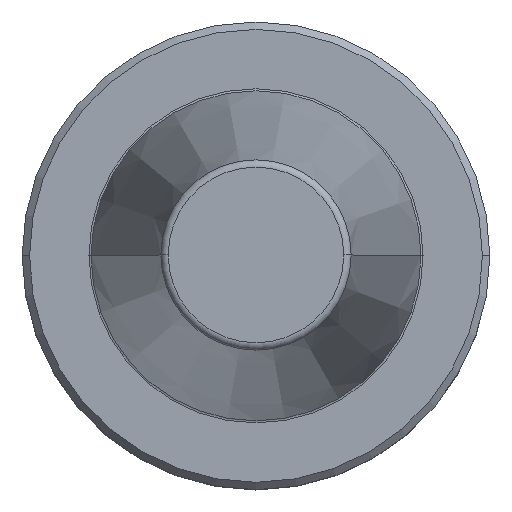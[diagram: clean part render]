
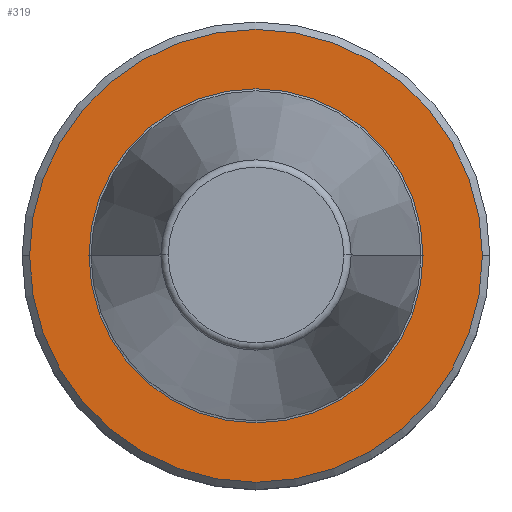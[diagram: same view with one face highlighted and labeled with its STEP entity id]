
A CAD part, top view. The second image highlights one B-rep face of the part: STEP entity #319.
In plain terms, the highlighted planar face has unit normal (0, 0, 1).
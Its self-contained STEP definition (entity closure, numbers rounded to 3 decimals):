
#13 = DIRECTION ( 'NONE',  ( 0., 0., 1. ) ) ;
#29 = PLANE ( 'NONE',  #173 ) ;
#39 = DIRECTION ( 'NONE',  ( 0., 0., -1. ) ) ;
#64 = FACE_BOUND ( 'NONE', #827, .T. ) ;
#83 = CARTESIAN_POINT ( 'NONE',  ( 0., 0., -67.4 ) ) ;
#96 = VERTEX_POINT ( 'NONE', #113 ) ;
#113 = CARTESIAN_POINT ( 'NONE',  ( -30.5, 0., -67.4 ) ) ;
#117 = ORIENTED_EDGE ( 'NONE', *, *, #276, .T. ) ;
#119 = VERTEX_POINT ( 'NONE', #808 ) ;
#148 = DIRECTION ( 'NONE',  ( 0., 0., 1. ) ) ;
#154 = ORIENTED_EDGE ( 'NONE', *, *, #507, .T. ) ;
#164 = EDGE_LOOP ( 'NONE', ( #154, #117 ) ) ;
#173 = AXIS2_PLACEMENT_3D ( 'NONE', #767, #39, #1016 ) ;
#177 = ORIENTED_EDGE ( 'NONE', *, *, #969, .F. ) ;
#212 = AXIS2_PLACEMENT_3D ( 'NONE', #342, #475, #724 ) ;
#248 = CARTESIAN_POINT ( 'NONE',  ( 0., 0., -67.4 ) ) ;
#276 = EDGE_CURVE ( 'NONE', #616, #96, #315, .T. ) ;
#286 = DIRECTION ( 'NONE',  ( 1., 0., 0. ) ) ;
#315 = CIRCLE ( 'NONE', #1004, 30.5 ) ;
#317 = ORIENTED_EDGE ( 'NONE', *, *, #868, .F. ) ;
#319 = ADVANCED_FACE ( 'NONE', ( #64, #731 ), #29, .F. ) ;
#342 = CARTESIAN_POINT ( 'NONE',  ( 0., 0., -67.4 ) ) ;
#354 = CIRCLE ( 'NONE', #620, 22.5 ) ;
#475 = DIRECTION ( 'NONE',  ( 0., 0., 1. ) ) ;
#507 = EDGE_CURVE ( 'NONE', #96, #616, #823, .T. ) ;
#616 = VERTEX_POINT ( 'NONE', #704 ) ;
#620 = AXIS2_PLACEMENT_3D ( 'NONE', #83, #148, #775 ) ;
#644 = VERTEX_POINT ( 'NONE', #1005 ) ;
#694 = DIRECTION ( 'NONE',  ( 0., 0., 1. ) ) ;
#704 = CARTESIAN_POINT ( 'NONE',  ( 30.5, 0., -67.4 ) ) ;
#724 = DIRECTION ( 'NONE',  ( 1., 0., 0. ) ) ;
#731 = FACE_OUTER_BOUND ( 'NONE', #164, .T. ) ;
#767 = CARTESIAN_POINT ( 'NONE',  ( 0., 0., -67.4 ) ) ;
#775 = DIRECTION ( 'NONE',  ( 1., 0., 0. ) ) ;
#781 = DIRECTION ( 'NONE',  ( 1., 0., 0. ) ) ;
#782 = CARTESIAN_POINT ( 'NONE',  ( 0., 0., -67.4 ) ) ;
#808 = CARTESIAN_POINT ( 'NONE',  ( 22.5, 0., -67.4 ) ) ;
#823 = CIRCLE ( 'NONE', #212, 30.5 ) ;
#827 = EDGE_LOOP ( 'NONE', ( #177, #317 ) ) ;
#868 = EDGE_CURVE ( 'NONE', #644, #119, #354, .T. ) ;
#893 = CIRCLE ( 'NONE', #950, 22.5 ) ;
#950 = AXIS2_PLACEMENT_3D ( 'NONE', #782, #694, #286 ) ;
#969 = EDGE_CURVE ( 'NONE', #119, #644, #893, .T. ) ;
#1004 = AXIS2_PLACEMENT_3D ( 'NONE', #248, #13, #781 ) ;
#1005 = CARTESIAN_POINT ( 'NONE',  ( -22.5, 0., -67.4 ) ) ;
#1016 = DIRECTION ( 'NONE',  ( -1., 0., 0. ) ) ;
